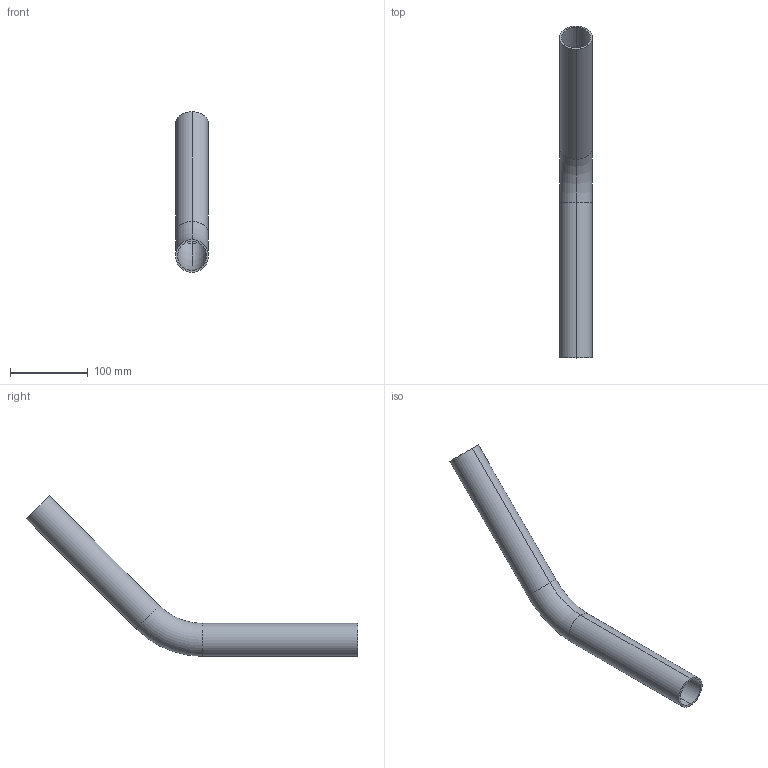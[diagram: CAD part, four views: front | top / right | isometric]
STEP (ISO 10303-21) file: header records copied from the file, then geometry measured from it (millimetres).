
FILE_DESCRIPTION (( 'STEP AP203' ), '1' );
FILE_NAME ('55140-045.STEP', '2016-12-06T10:30:03', ( '' ), ( '' ), 'SwSTEP 2.0', 'SolidWorks 2015', '' );
FILE_SCHEMA (( 'CONFIG_CONTROL_DESIGN' ));
Length unit declared in the file: millimetre
Products named in the file (1): 55140-045
Bounding box: 42.4 x 427.12 x 206.9 mm (x, y, z)
Volume: 149961.3 mm3; surface area: 120605.7 mm2
Topology: 1 solids, 1 shells, 236 faces, 622 edges, 412 vertices
Faces by surface type: plane 110, bspline 90, cylinder 32, torus 4
Entity records: 11136 total; most frequent: CARTESIAN_POINT 5792, ORIENTED_EDGE 1244, DIRECTION 826, EDGE_CURVE 622, VERTEX_POINT 412, VECTOR 304, LINE 304, EDGE_LOOP 262
